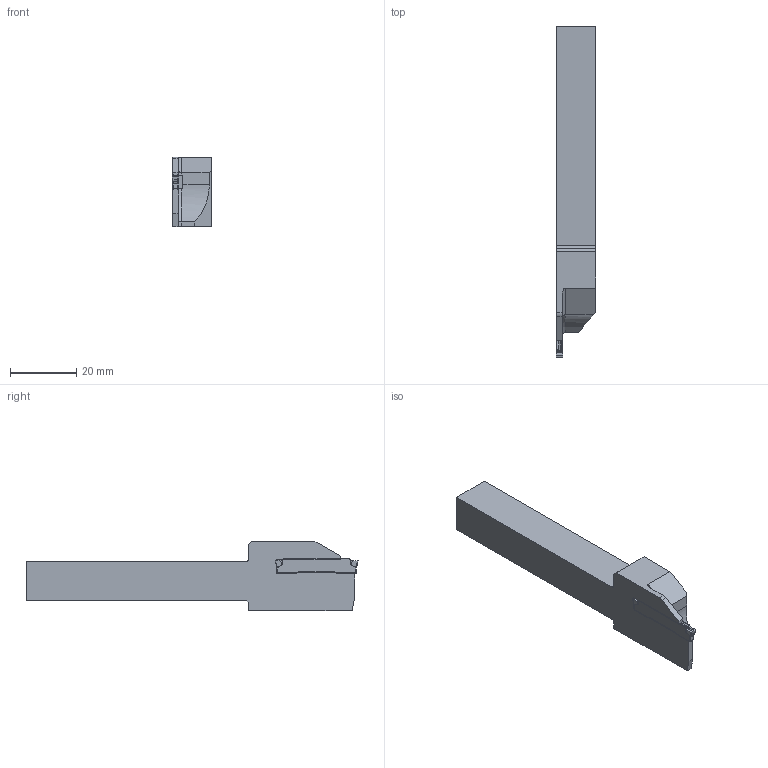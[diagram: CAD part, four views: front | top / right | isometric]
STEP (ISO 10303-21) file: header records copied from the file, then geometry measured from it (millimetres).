
FILE_DESCRIPTION(/* description */ (''),/* implementation_level */ '2;1');
FILE_NAME(/* name */ 'GL2-A1212HFL-12-40_sim.stp',/* time_stamp */ '2021-08-25T13:39:51+02:00',/* author */ (''),/* organization */ (''),/* preprocessor_version */ 'ST-DEVELOPER v16.7',/* originating_system */ 'SIEMENS PLM Software NX 12.0',/* authorisation */ '');
FILE_SCHEMA (('AUTOMOTIVE_DESIGN { 1 0 10303 214 3 1 1 1 }'));
Length unit declared in the file: millimetre
Products named in the file (1): hc723A8806ADdopa
Bounding box: 12.05 x 100.03 x 21 mm (x, y, z)
Volume: 13455.3 mm3; surface area: 7006.3 mm2
Topology: 2 solids, 7 shells, 279 faces, 685 edges, 419 vertices
Faces by surface type: bspline 119, cylinder 80, plane 62, cone 7, extrusion 7, sphere 3, torus 1
Full cylindrical faces by diameter (mm): 1 x1, 5 x1
Entity records: 10239 total; most frequent: CARTESIAN_POINT 4751, ORIENTED_EDGE 1332, DIRECTION 835, EDGE_CURVE 666, VERTEX_POINT 412, AXIS2_PLACEMENT_3D 311, EDGE_LOOP 288, ADVANCED_FACE 279
